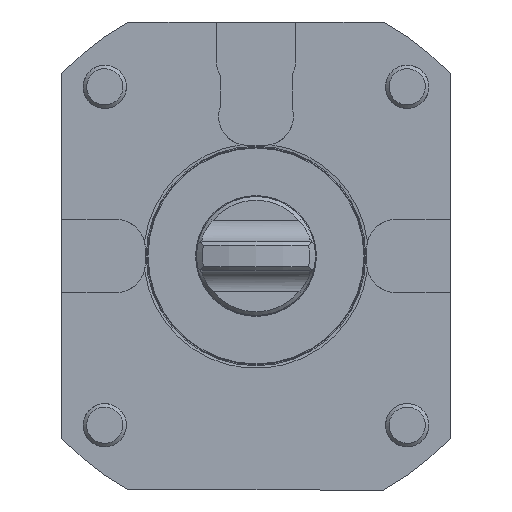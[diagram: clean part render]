
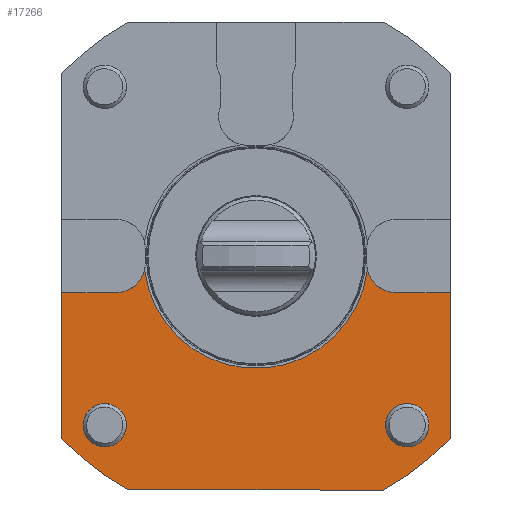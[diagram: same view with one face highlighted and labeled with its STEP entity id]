
A CAD part, front view. The second image highlights one B-rep face of the part: STEP entity #17266.
In plain terms, the highlighted planar face has unit normal (0, -1, 0).
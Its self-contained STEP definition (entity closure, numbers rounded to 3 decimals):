
#172 = VERTEX_POINT ( 'NONE', #8900 ) ;
#703 = LINE ( 'NONE', #9847, #2976 ) ;
#719 = VERTEX_POINT ( 'NONE', #11047 ) ;
#1599 = CIRCLE ( 'NONE', #18492, 31.2 ) ;
#2121 = DIRECTION ( 'NONE',  ( 0., 0., 1. ) ) ;
#2135 = CARTESIAN_POINT ( 'NONE',  ( 59.893, 0., -10.15 ) ) ;
#2199 = CIRCLE ( 'NONE', #22900, 74. ) ;
#2254 = CIRCLE ( 'NONE', #10842, 6. ) ;
#2433 = LINE ( 'NONE', #20324, #8226 ) ;
#2655 = CIRCLE ( 'NONE', #22585, 8. ) ;
#2789 = DIRECTION ( 'NONE',  ( 0., 0., 1. ) ) ;
#2932 = VECTOR ( 'NONE', #9975, 1000. ) ;
#2976 = VECTOR ( 'NONE', #7726, 1000. ) ;
#3071 = DIRECTION ( 'NONE',  ( 0., -1., 0. ) ) ;
#3517 = CARTESIAN_POINT ( 'NONE',  ( -38.75, 0., -2.15 ) ) ;
#3661 = CIRCLE ( 'NONE', #17185, 6. ) ;
#4037 = CARTESIAN_POINT ( 'NONE',  ( 30.951, 0., -3.933 ) ) ;
#4457 = VERTEX_POINT ( 'NONE', #6482 ) ;
#4595 = CARTESIAN_POINT ( 'NONE',  ( 0., 0., -65. ) ) ;
#4781 = DIRECTION ( 'NONE',  ( 0., -1., 0. ) ) ;
#5020 = VERTEX_POINT ( 'NONE', #12149 ) ;
#5032 = DIRECTION ( 'NONE',  ( 0., 0., 1. ) ) ;
#5143 = DIRECTION ( 'NONE',  ( 0., -1., 0. ) ) ;
#5565 = ORIENTED_EDGE ( 'NONE', *, *, #21609, .F. ) ;
#5587 = DIRECTION ( 'NONE',  ( 0., 0., 1. ) ) ;
#5889 = VERTEX_POINT ( 'NONE', #10671 ) ;
#6482 = CARTESIAN_POINT ( 'NONE',  ( -54., 0., -10.15 ) ) ;
#6982 = CARTESIAN_POINT ( 'NONE',  ( 0., 0., 0. ) ) ;
#7097 = CARTESIAN_POINT ( 'NONE',  ( 38.75, 0., -2.15 ) ) ;
#7426 = EDGE_LOOP ( 'NONE', ( #19034 ) ) ;
#7726 = DIRECTION ( 'NONE',  ( 0., 0., 1. ) ) ;
#7858 = ORIENTED_EDGE ( 'NONE', *, *, #8594, .T. ) ;
#8085 = FACE_OUTER_BOUND ( 'NONE', #14381, .T. ) ;
#8226 = VECTOR ( 'NONE', #18290, 1000. ) ;
#8325 = DIRECTION ( 'NONE',  ( 0., -1., 0. ) ) ;
#8594 = EDGE_CURVE ( 'NONE', #5889, #15275, #16807, .T. ) ;
#8611 = VECTOR ( 'NONE', #17677, 1000. ) ;
#8669 = EDGE_CURVE ( 'NONE', #719, #8844, #19468, .T. ) ;
#8844 = VERTEX_POINT ( 'NONE', #18667 ) ;
#8900 = CARTESIAN_POINT ( 'NONE',  ( 54., 0., -50.596 ) ) ;
#8913 = AXIS2_PLACEMENT_3D ( 'NONE', #3517, #23220, #17620 ) ;
#9661 = CARTESIAN_POINT ( 'NONE',  ( 38.75, 0., -10.15 ) ) ;
#9761 = EDGE_CURVE ( 'NONE', #17108, #17108, #2254, .T. ) ;
#9847 = CARTESIAN_POINT ( 'NONE',  ( 54., 0., 0. ) ) ;
#9975 = DIRECTION ( 'NONE',  ( 1., 0., 0. ) ) ;
#10210 = DIRECTION ( 'NONE',  ( 1., 0., 0. ) ) ;
#10263 = CARTESIAN_POINT ( 'NONE',  ( 48., 0., -47. ) ) ;
#10671 = CARTESIAN_POINT ( 'NONE',  ( -35.369, 0., -65. ) ) ;
#10842 = AXIS2_PLACEMENT_3D ( 'NONE', #11319, #22221, #16872 ) ;
#11047 = CARTESIAN_POINT ( 'NONE',  ( -30.951, 0., -3.933 ) ) ;
#11319 = CARTESIAN_POINT ( 'NONE',  ( 42., 0., -47. ) ) ;
#11518 = EDGE_CURVE ( 'NONE', #719, #16243, #1599, .T. ) ;
#11612 = FACE_BOUND ( 'NONE', #7426, .T. ) ;
#11723 = ORIENTED_EDGE ( 'NONE', *, *, #11518, .F. ) ;
#11811 = VERTEX_POINT ( 'NONE', #9661 ) ;
#12149 = CARTESIAN_POINT ( 'NONE',  ( -36., 0., -47. ) ) ;
#12314 = CARTESIAN_POINT ( 'NONE',  ( -42., 0., -47. ) ) ;
#12729 = VERTEX_POINT ( 'NONE', #22987 ) ;
#12874 = ORIENTED_EDGE ( 'NONE', *, *, #20067, .T. ) ;
#13321 = AXIS2_PLACEMENT_3D ( 'NONE', #15496, #8325, #15142 ) ;
#13516 = PLANE ( 'NONE',  #13321 ) ;
#14305 = ORIENTED_EDGE ( 'NONE', *, *, #14402, .T. ) ;
#14381 = EDGE_LOOP ( 'NONE', ( #16813, #19817, #5565, #11723, #18619, #19657, #22802, #12874, #7858, #14305 ) ) ;
#14402 = EDGE_CURVE ( 'NONE', #15275, #172, #20497, .T. ) ;
#15142 = DIRECTION ( 'NONE',  ( 0., 0., 1. ) ) ;
#15217 = CARTESIAN_POINT ( 'NONE',  ( 54., 0., -10.15 ) ) ;
#15275 = VERTEX_POINT ( 'NONE', #16374 ) ;
#15330 = CARTESIAN_POINT ( 'NONE',  ( 0., 0., 0. ) ) ;
#15496 = CARTESIAN_POINT ( 'NONE',  ( 0., 0., 0. ) ) ;
#15799 = LINE ( 'NONE', #16144, #8611 ) ;
#16144 = CARTESIAN_POINT ( 'NONE',  ( -54., 0., 0. ) ) ;
#16243 = VERTEX_POINT ( 'NONE', #4037 ) ;
#16374 = CARTESIAN_POINT ( 'NONE',  ( 35.369, 0., -65. ) ) ;
#16807 = LINE ( 'NONE', #4595, #2932 ) ;
#16813 = ORIENTED_EDGE ( 'NONE', *, *, #20312, .T. ) ;
#16872 = DIRECTION ( 'NONE',  ( 1., 0., 0. ) ) ;
#16923 = FACE_BOUND ( 'NONE', #20971, .T. ) ;
#17108 = VERTEX_POINT ( 'NONE', #10263 ) ;
#17139 = VERTEX_POINT ( 'NONE', #15217 ) ;
#17185 = AXIS2_PLACEMENT_3D ( 'NONE', #12314, #3071, #10210 ) ;
#17266 = ADVANCED_FACE ( 'Defeature completata1_9', ( #11612, #16923, #8085 ), #13516, .T. ) ;
#17620 = DIRECTION ( 'NONE',  ( 0., 0., -1. ) ) ;
#17677 = DIRECTION ( 'NONE',  ( 0., 0., 1. ) ) ;
#17746 = ORIENTED_EDGE ( 'NONE', *, *, #9761, .F. ) ;
#18015 = VECTOR ( 'NONE', #21693, 1000. ) ;
#18086 = CARTESIAN_POINT ( 'NONE',  ( 0., 0., 0. ) ) ;
#18290 = DIRECTION ( 'NONE',  ( 1., 0., 0. ) ) ;
#18492 = AXIS2_PLACEMENT_3D ( 'NONE', #15330, #4781, #2789 ) ;
#18619 = ORIENTED_EDGE ( 'NONE', *, *, #8669, .T. ) ;
#18667 = CARTESIAN_POINT ( 'NONE',  ( -38.75, 0., -10.15 ) ) ;
#19034 = ORIENTED_EDGE ( 'NONE', *, *, #19599, .F. ) ;
#19468 = CIRCLE ( 'NONE', #8913, 8. ) ;
#19599 = EDGE_CURVE ( 'NONE', #5020, #5020, #3661, .T. ) ;
#19657 = ORIENTED_EDGE ( 'NONE', *, *, #22403, .F. ) ;
#19817 = ORIENTED_EDGE ( 'NONE', *, *, #22967, .T. ) ;
#19890 = DIRECTION ( 'NONE',  ( 0., -1., 0. ) ) ;
#20067 = EDGE_CURVE ( 'NONE', #12729, #5889, #2199, .T. ) ;
#20260 = LINE ( 'NONE', #2135, #18015 ) ;
#20312 = EDGE_CURVE ( 'NONE', #172, #17139, #703, .T. ) ;
#20324 = CARTESIAN_POINT ( 'NONE',  ( -59.893, 0., -10.15 ) ) ;
#20497 = CIRCLE ( 'NONE', #22010, 74. ) ;
#20971 = EDGE_LOOP ( 'NONE', ( #17746 ) ) ;
#21173 = DIRECTION ( 'NONE',  ( 0., -1., 0. ) ) ;
#21609 = EDGE_CURVE ( 'NONE', #16243, #11811, #2655, .T. ) ;
#21693 = DIRECTION ( 'NONE',  ( -1., 0., 0. ) ) ;
#22010 = AXIS2_PLACEMENT_3D ( 'NONE', #6982, #21173, #5032 ) ;
#22221 = DIRECTION ( 'NONE',  ( 0., -1., 0. ) ) ;
#22403 = EDGE_CURVE ( 'NONE', #4457, #8844, #2433, .T. ) ;
#22527 = EDGE_CURVE ( 'NONE', #12729, #4457, #15799, .T. ) ;
#22585 = AXIS2_PLACEMENT_3D ( 'NONE', #7097, #5143, #5587 ) ;
#22802 = ORIENTED_EDGE ( 'NONE', *, *, #22527, .F. ) ;
#22900 = AXIS2_PLACEMENT_3D ( 'NONE', #18086, #19890, #2121 ) ;
#22967 = EDGE_CURVE ( 'NONE', #17139, #11811, #20260, .T. ) ;
#22987 = CARTESIAN_POINT ( 'NONE',  ( -54., 0., -50.596 ) ) ;
#23220 = DIRECTION ( 'NONE',  ( 0., 1., 0. ) ) ;
